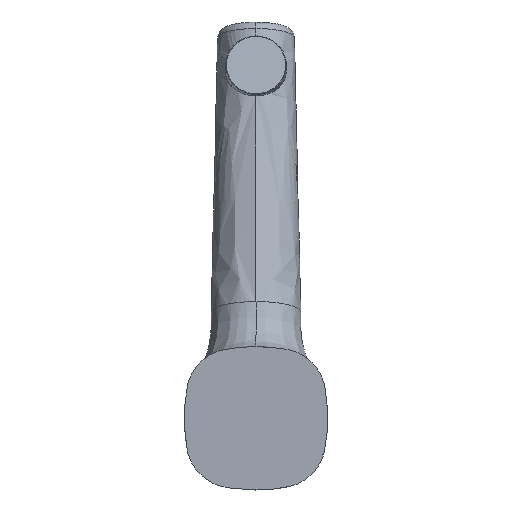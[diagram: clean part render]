
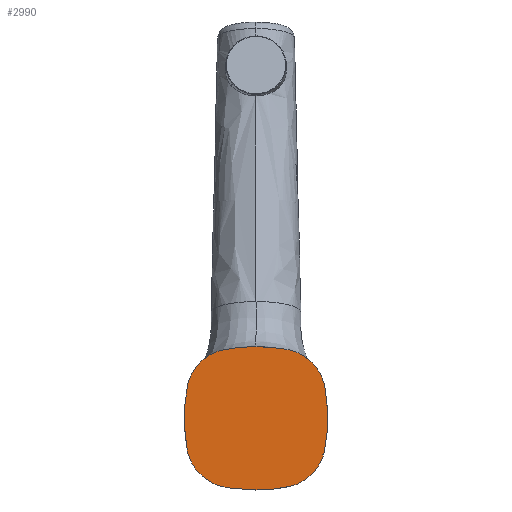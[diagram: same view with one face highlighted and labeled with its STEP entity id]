
A CAD part, front view. The second image highlights one B-rep face of the part: STEP entity #2990.
In plain terms, the highlighted planar face has unit normal (0, -1, 0).
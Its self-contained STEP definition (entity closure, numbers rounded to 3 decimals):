
#163 = ORIENTED_EDGE ( 'NONE', *, *, #1723, .F. ) ;
#187 = CARTESIAN_POINT ( 'NONE',  ( 22.649, 0.104, 13.17 ) ) ;
#207 = CARTESIAN_POINT ( 'NONE',  ( 18.881, 0.104, -18.873 ) ) ;
#309 = CARTESIAN_POINT ( 'NONE',  ( -17.64, 0.104, -20.115 ) ) ;
#327 = CARTESIAN_POINT ( 'NONE',  ( -23.073, 0.104, 11.751 ) ) ;
#616 = CARTESIAN_POINT ( 'NONE',  ( 23.959, 0.104, 6.717 ) ) ;
#644 = CARTESIAN_POINT ( 'NONE',  ( 16.287, 0.104, -21.09 ) ) ;
#744 = CARTESIAN_POINT ( 'NONE',  ( -18.884, 0.104, -18.871 ) ) ;
#759 = CARTESIAN_POINT ( 'NONE',  ( -21.087, 0.104, 16.292 ) ) ;
#923 = CARTESIAN_POINT ( 'NONE',  ( -24.251, 0.104, -24.25 ) ) ;
#1034 = CARTESIAN_POINT ( 'NONE',  ( 6.696, 0.104, 23.961 ) ) ;
#1058 = CARTESIAN_POINT ( 'NONE',  ( 24.25, 0.104, 0.012 ) ) ;
#1083 = CARTESIAN_POINT ( 'NONE',  ( 11.746, 0.104, -23.075 ) ) ;
#1158 = CARTESIAN_POINT ( 'NONE',  ( -6.707, 0.104, -23.96 ) ) ;
#1182 = CARTESIAN_POINT ( 'NONE',  ( -21.101, 0.104, -16.271 ) ) ;
#1199 = CARTESIAN_POINT ( 'NONE',  ( -18.868, 0.104, 18.886 ) ) ;
#1351 = DIRECTION ( 'NONE',  ( 0., 0., 1. ) ) ;
#1466 = CARTESIAN_POINT ( 'NONE',  ( 13.142, 0.104, 22.66 ) ) ;
#1488 = CARTESIAN_POINT ( 'NONE',  ( 24.251, 0.104, -3.373 ) ) ;
#1516 = CARTESIAN_POINT ( 'NONE',  ( 3.385, 0.104, -24.25 ) ) ;
#1611 = CARTESIAN_POINT ( 'NONE',  ( -23.078, 0.104, -11.73 ) ) ;
#1624 = CARTESIAN_POINT ( 'NONE',  ( -17.625, 0.104, 20.127 ) ) ;
#1723 = EDGE_CURVE ( 'NONE', #2838, #2350, #3717, .T. ) ;
#1885 = AXIS2_PLACEMENT_3D ( 'NONE', #923, #3870, #1351 ) ;
#1887 = FACE_OUTER_BOUND ( 'NONE', #4870, .T. ) ;
#1896 = CARTESIAN_POINT ( 'NONE',  ( 17.625, 0.104, 20.127 ) ) ;
#1919 = CARTESIAN_POINT ( 'NONE',  ( 23.078, 0.104, -11.73 ) ) ;
#2024 = CARTESIAN_POINT ( 'NONE',  ( -3.385, 0.104, -24.25 ) ) ;
#2039 = CARTESIAN_POINT ( 'NONE',  ( -24.251, 0.104, -3.373 ) ) ;
#2055 = CARTESIAN_POINT ( 'NONE',  ( -13.142, 0.104, 22.66 ) ) ;
#2200 = B_SPLINE_CURVE_WITH_KNOTS ( 'NONE', 3,
 ( #3136, #2703, #1034, #3976, #1466, #4398, #1896, #4825, #2308, #5254, #2721, #187, #3157, #616, #3586, #1058, #4000, #1488, #4420, #1919, #4845, #2326, #5271, #2748, #207, #3179, #644, #3609, #1083, #4026, #1516, #4440 ),
 .UNSPECIFIED., .F., .F.,
 ( 4, 2, 2, 2, 2, 2, 2, 2, 2, 2, 2, 2, 2, 2, 2, 4 ),
 ( 0., 0.123, 0.186, 0.25, 0.25, 0.314, 0.377, 0.5, 0.5, 0.623, 0.686, 0.75, 0.75, 0.814, 0.877, 1. ),
 .UNSPECIFIED. ) ;
#2308 = CARTESIAN_POINT ( 'NONE',  ( 18.868, 0.104, 18.886 ) ) ;
#2326 = CARTESIAN_POINT ( 'NONE',  ( 21.101, 0.104, -16.271 ) ) ;
#2350 = VERTEX_POINT ( 'NONE', #3097 ) ;
#2426 = CARTESIAN_POINT ( 'NONE',  ( -11.746, 0.104, -23.075 ) ) ;
#2429 = ORIENTED_EDGE ( 'NONE', *, *, #4766, .F. ) ;
#2442 = CARTESIAN_POINT ( 'NONE',  ( -24.25, 0.104, 0.012 ) ) ;
#2456 = CARTESIAN_POINT ( 'NONE',  ( -6.696, 0.104, 23.961 ) ) ;
#2460 = CARTESIAN_POINT ( 'NONE',  ( 0., 0.104, -24.25 ) ) ;
#2703 = CARTESIAN_POINT ( 'NONE',  ( 3.379, 0.104, 24.25 ) ) ;
#2721 = CARTESIAN_POINT ( 'NONE',  ( 21.087, 0.104, 16.292 ) ) ;
#2748 = CARTESIAN_POINT ( 'NONE',  ( 18.884, 0.104, -18.871 ) ) ;
#2838 = VERTEX_POINT ( 'NONE', #2460 ) ;
#2847 = CARTESIAN_POINT ( 'NONE',  ( -16.287, 0.104, -21.09 ) ) ;
#2861 = CARTESIAN_POINT ( 'NONE',  ( -23.959, 0.104, 6.717 ) ) ;
#2877 = CARTESIAN_POINT ( 'NONE',  ( 0., 0.104, 24.25 ) ) ;
#2990 = ADVANCED_FACE ( 'NONE', ( #1887 ), #4261, .T. ) ;
#3097 = CARTESIAN_POINT ( 'NONE',  ( 0., 0.104, 24.25 ) ) ;
#3136 = CARTESIAN_POINT ( 'NONE',  ( 0., 0.104, 24.25 ) ) ;
#3157 = CARTESIAN_POINT ( 'NONE',  ( 23.073, 0.104, 11.751 ) ) ;
#3179 = CARTESIAN_POINT ( 'NONE',  ( 17.64, 0.104, -20.115 ) ) ;
#3275 = CARTESIAN_POINT ( 'NONE',  ( -18.881, 0.104, -18.873 ) ) ;
#3293 = CARTESIAN_POINT ( 'NONE',  ( -22.649, 0.104, 13.17 ) ) ;
#3586 = CARTESIAN_POINT ( 'NONE',  ( 24.249, 0.104, 3.397 ) ) ;
#3609 = CARTESIAN_POINT ( 'NONE',  ( 13.164, 0.104, -22.652 ) ) ;
#3705 = CARTESIAN_POINT ( 'NONE',  ( -20.126, 0.104, -17.626 ) ) ;
#3717 = B_SPLINE_CURVE_WITH_KNOTS ( 'NONE', 3,
 ( #4944, #2024, #1158, #2426, #5368, #2847, #309, #3275, #744, #3705, #1182, #4118, #1611, #4542, #2039, #4963, #2442, #5386, #2861, #327, #3293, #759, #3719, #1199, #4134, #1624, #4555, #2055, #4976, #2456, #5400, #2877 ),
 .UNSPECIFIED., .F., .F.,
 ( 4, 2, 2, 2, 2, 2, 2, 2, 2, 2, 2, 2, 2, 2, 2, 4 ),
 ( 0., 0.123, 0.186, 0.25, 0.25, 0.314, 0.377, 0.5, 0.5, 0.623, 0.686, 0.75, 0.75, 0.814, 0.877, 1. ),
 .UNSPECIFIED. ) ;
#3719 = CARTESIAN_POINT ( 'NONE',  ( -20.111, 0.104, 17.646 ) ) ;
#3870 = DIRECTION ( 'NONE',  ( 0., -1., 0. ) ) ;
#3976 = CARTESIAN_POINT ( 'NONE',  ( 11.73, 0.104, 23.078 ) ) ;
#4000 = CARTESIAN_POINT ( 'NONE',  ( 24.25, 0.104, 0.011 ) ) ;
#4026 = CARTESIAN_POINT ( 'NONE',  ( 6.707, 0.104, -23.96 ) ) ;
#4118 = CARTESIAN_POINT ( 'NONE',  ( -22.66, 0.104, -13.142 ) ) ;
#4134 = CARTESIAN_POINT ( 'NONE',  ( -18.868, 0.104, 18.886 ) ) ;
#4261 = PLANE ( 'NONE',  #1885 ) ;
#4398 = CARTESIAN_POINT ( 'NONE',  ( 16.271, 0.104, 21.101 ) ) ;
#4420 = CARTESIAN_POINT ( 'NONE',  ( 23.962, 0.104, -6.693 ) ) ;
#4440 = CARTESIAN_POINT ( 'NONE',  ( 0., 0.104, -24.25 ) ) ;
#4542 = CARTESIAN_POINT ( 'NONE',  ( -23.962, 0.104, -6.693 ) ) ;
#4555 = CARTESIAN_POINT ( 'NONE',  ( -16.271, 0.104, 21.101 ) ) ;
#4766 = EDGE_CURVE ( 'NONE', #2350, #2838, #2200, .T. ) ;
#4825 = CARTESIAN_POINT ( 'NONE',  ( 18.868, 0.104, 18.886 ) ) ;
#4845 = CARTESIAN_POINT ( 'NONE',  ( 22.66, 0.104, -13.142 ) ) ;
#4870 = EDGE_LOOP ( 'NONE', ( #163, #2429 ) ) ;
#4944 = CARTESIAN_POINT ( 'NONE',  ( 0., 0.104, -24.25 ) ) ;
#4963 = CARTESIAN_POINT ( 'NONE',  ( -24.25, 0.104, 0.011 ) ) ;
#4976 = CARTESIAN_POINT ( 'NONE',  ( -11.73, 0.104, 23.078 ) ) ;
#5254 = CARTESIAN_POINT ( 'NONE',  ( 20.111, 0.104, 17.646 ) ) ;
#5271 = CARTESIAN_POINT ( 'NONE',  ( 20.126, 0.104, -17.626 ) ) ;
#5368 = CARTESIAN_POINT ( 'NONE',  ( -13.164, 0.104, -22.652 ) ) ;
#5386 = CARTESIAN_POINT ( 'NONE',  ( -24.249, 0.104, 3.397 ) ) ;
#5400 = CARTESIAN_POINT ( 'NONE',  ( -3.379, 0.104, 24.25 ) ) ;
